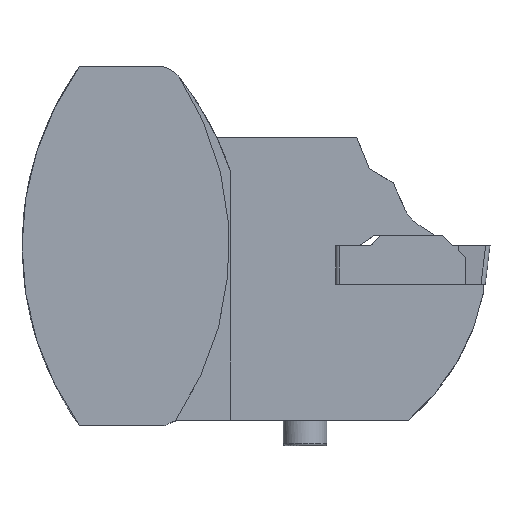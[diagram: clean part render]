
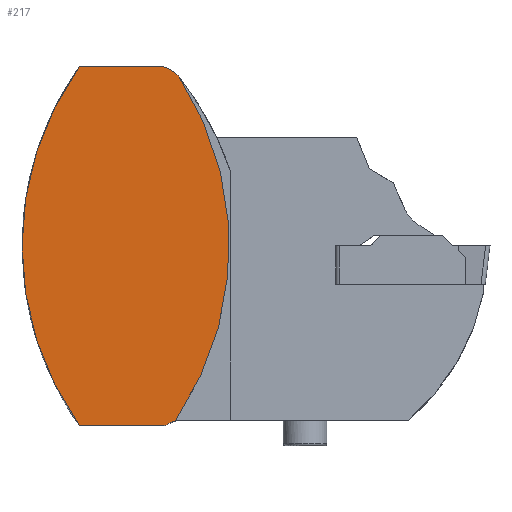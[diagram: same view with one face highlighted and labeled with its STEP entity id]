
A CAD part, top view. The second image highlights one B-rep face of the part: STEP entity #217.
In plain terms, the highlighted planar face has unit normal (0, 0, 1).
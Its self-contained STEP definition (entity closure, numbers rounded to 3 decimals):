
#217=ADVANCED_FACE('',(#340),#294,.T.);
#294=PLANE('',#1584);
#340=FACE_OUTER_BOUND('',#414,.T.);
#414=EDGE_LOOP('',(#787,#788,#789,#790,#791,#792,#793));
#522=LINE('',#2357,#626);
#525=LINE('',#2368,#629);
#626=VECTOR('',#1782,1.);
#629=VECTOR('',#1791,1.);
#787=ORIENTED_EDGE('',*,*,#1295,.F.);
#788=ORIENTED_EDGE('',*,*,#1296,.T.);
#789=ORIENTED_EDGE('',*,*,#1297,.F.);
#790=ORIENTED_EDGE('',*,*,#1298,.T.);
#791=ORIENTED_EDGE('',*,*,#1292,.T.);
#792=ORIENTED_EDGE('',*,*,#1299,.F.);
#793=ORIENTED_EDGE('',*,*,#1300,.F.);
#1148=VERTEX_POINT('',#2358);
#1149=VERTEX_POINT('',#2359);
#1150=VERTEX_POINT('',#2364);
#1151=VERTEX_POINT('',#2365);
#1152=VERTEX_POINT('',#2367);
#1153=VERTEX_POINT('',#2369);
#1154=VERTEX_POINT('',#2372);
#1292=EDGE_CURVE('',#1148,#1149,#522,.T.);
#1295=EDGE_CURVE('',#1150,#1151,#1434,.T.);
#1296=EDGE_CURVE('',#1150,#1152,#1435,.T.);
#1297=EDGE_CURVE('',#1153,#1152,#525,.T.);
#1298=EDGE_CURVE('',#1153,#1148,#1436,.T.);
#1299=EDGE_CURVE('',#1154,#1149,#1437,.T.);
#1300=EDGE_CURVE('',#1151,#1154,#1438,.T.);
#1434=CIRCLE('',#1579,60.25);
#1435=CIRCLE('',#1580,6.5);
#1436=CIRCLE('',#1581,60.25);
#1437=CIRCLE('',#1582,5.);
#1438=CIRCLE('',#1583,5.5);
#1579=AXIS2_PLACEMENT_3D('',#2363,#1787,#1788);
#1580=AXIS2_PLACEMENT_3D('',#2366,#1789,#1790);
#1581=AXIS2_PLACEMENT_3D('',#2370,#1792,#1793);
#1582=AXIS2_PLACEMENT_3D('',#2371,#1794,#1795);
#1583=AXIS2_PLACEMENT_3D('',#2373,#1796,#1797);
#1584=AXIS2_PLACEMENT_3D('',#2374,#1798,#1799);
#1782=DIRECTION('',(1.,0.,0.));
#1787=DIRECTION('',(0.,0.,-1.));
#1788=DIRECTION('',(1.,0.,0.));
#1789=DIRECTION('',(0.,0.,1.));
#1790=DIRECTION('',(1.,0.,0.));
#1791=DIRECTION('',(1.,0.,0.));
#1792=DIRECTION('',(0.,0.,1.));
#1793=DIRECTION('',(1.,0.,0.));
#1794=DIRECTION('',(0.,0.,-1.));
#1795=DIRECTION('',(1.,0.,0.));
#1796=DIRECTION('',(0.,0.,1.));
#1797=DIRECTION('',(1.,0.,0.));
#1798=DIRECTION('',(0.,0.,1.));
#1799=DIRECTION('',(1.,0.,0.));
#2357=CARTESIAN_POINT('',(-20.25,-35.,0.5));
#2358=CARTESIAN_POINT('',(-8.891,-35.,0.5));
#2359=CARTESIAN_POINT('',(7.5,-35.,0.5));
#2363=CARTESIAN_POINT('',(-40.,0.,0.5));
#2364=CARTESIAN_POINT('',(10.522,32.827,0.5));
#2365=CARTESIAN_POINT('',(9.667,-34.107,0.5));
#2366=CARTESIAN_POINT('',(5.5,28.7,0.5));
#2367=CARTESIAN_POINT('',(7.1,35.,0.5));
#2368=CARTESIAN_POINT('',(-20.25,35.,0.5));
#2369=CARTESIAN_POINT('',(-8.891,35.,0.5));
#2370=CARTESIAN_POINT('',(40.15,0.,0.5));
#2371=CARTESIAN_POINT('',(6.1,-30.2,0.5));
#2372=CARTESIAN_POINT('',(8.51,-34.581,0.5));
#2373=CARTESIAN_POINT('',(11.161,-39.4,0.5));
#2374=CARTESIAN_POINT('',(-20.25,35.,0.5));
